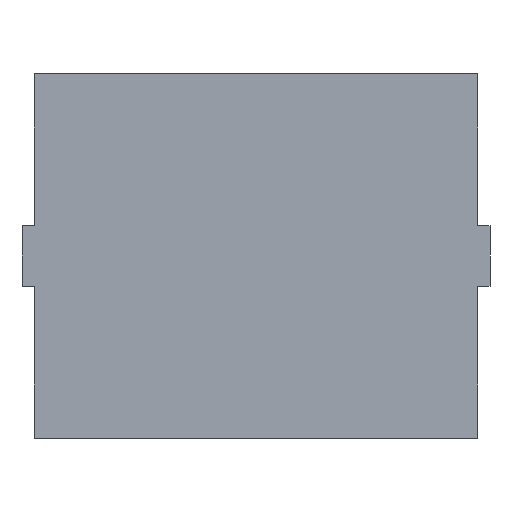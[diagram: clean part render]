
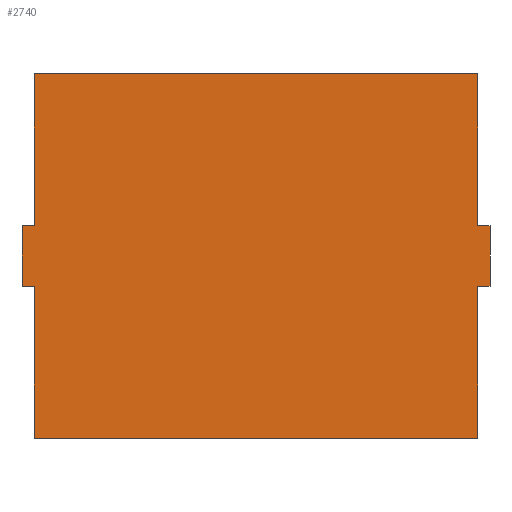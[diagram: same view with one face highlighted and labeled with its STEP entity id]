
A CAD part, front view. The second image highlights one B-rep face of the part: STEP entity #2740.
In plain terms, the highlighted planar face has unit normal (0, -1, 0).
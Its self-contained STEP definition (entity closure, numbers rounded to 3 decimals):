
#14 = VERTEX_POINT ( 'NONE', #1021 ) ;
#35 = LINE ( 'NONE', #1435, #1303 ) ;
#43 = CARTESIAN_POINT ( 'NONE',  ( 3.65, 0., 0. ) ) ;
#73 = VECTOR ( 'NONE', #3131, 1000. ) ;
#157 = FACE_OUTER_BOUND ( 'NONE', #391, .T. ) ;
#204 = CARTESIAN_POINT ( 'NONE',  ( 3.65, 0., -1.25 ) ) ;
#256 = DIRECTION ( 'NONE',  ( -1., 0., 0. ) ) ;
#257 = VERTEX_POINT ( 'NONE', #1473 ) ;
#265 = ORIENTED_EDGE ( 'NONE', *, *, #754, .F. ) ;
#279 = DIRECTION ( 'NONE',  ( -1., 0., 0. ) ) ;
#280 = CARTESIAN_POINT ( 'NONE',  ( 0., 0., -3. ) ) ;
#323 = LINE ( 'NONE', #3013, #2316 ) ;
#327 = LINE ( 'NONE', #3141, #1974 ) ;
#355 = DIRECTION ( 'NONE',  ( 0., 0., -1. ) ) ;
#373 = LINE ( 'NONE', #866, #977 ) ;
#378 = CARTESIAN_POINT ( 'NONE',  ( 3.65, 0., -3. ) ) ;
#391 = EDGE_LOOP ( 'NONE', ( #1369, #1039, #3072, #2223, #742, #1326, #265, #2007, #3371, #1147, #3482, #3235 ) ) ;
#441 = VECTOR ( 'NONE', #2190, 1000. ) ;
#624 = LINE ( 'NONE', #2655, #2367 ) ;
#658 = VERTEX_POINT ( 'NONE', #1696 ) ;
#666 = CARTESIAN_POINT ( 'NONE',  ( 3.65, 0., 0. ) ) ;
#669 = LINE ( 'NONE', #2358, #3380 ) ;
#680 = DIRECTION ( 'NONE',  ( 0., 0., 1. ) ) ;
#742 = ORIENTED_EDGE ( 'NONE', *, *, #3279, .F. ) ;
#754 = EDGE_CURVE ( 'NONE', #658, #14, #373, .T. ) ;
#802 = CARTESIAN_POINT ( 'NONE',  ( 3.75, 0., -1.75 ) ) ;
#816 = DIRECTION ( 'NONE',  ( 1., 0., 0. ) ) ;
#859 = VERTEX_POINT ( 'NONE', #1689 ) ;
#866 = CARTESIAN_POINT ( 'NONE',  ( 0., 0., 0. ) ) ;
#891 = CARTESIAN_POINT ( 'NONE',  ( 3.65, 0., 0. ) ) ;
#897 = VERTEX_POINT ( 'NONE', #666 ) ;
#977 = VECTOR ( 'NONE', #1139, 1000. ) ;
#1021 = CARTESIAN_POINT ( 'NONE',  ( 0., 0., 0. ) ) ;
#1039 = ORIENTED_EDGE ( 'NONE', *, *, #2324, .T. ) ;
#1123 = VERTEX_POINT ( 'NONE', #3162 ) ;
#1127 = VERTEX_POINT ( 'NONE', #2834 ) ;
#1133 = LINE ( 'NONE', #891, #73 ) ;
#1139 = DIRECTION ( 'NONE',  ( 0., 0., 1. ) ) ;
#1147 = ORIENTED_EDGE ( 'NONE', *, *, #1560, .T. ) ;
#1163 = PLANE ( 'NONE',  #2310 ) ;
#1289 = VERTEX_POINT ( 'NONE', #280 ) ;
#1303 = VECTOR ( 'NONE', #3323, 1000. ) ;
#1326 = ORIENTED_EDGE ( 'NONE', *, *, #2184, .F. ) ;
#1369 = ORIENTED_EDGE ( 'NONE', *, *, #2246, .F. ) ;
#1435 = CARTESIAN_POINT ( 'NONE',  ( 0., 0., 0. ) ) ;
#1471 = EDGE_CURVE ( 'NONE', #3108, #1927, #1892, .T. ) ;
#1473 = CARTESIAN_POINT ( 'NONE',  ( 3.65, 0., -1.75 ) ) ;
#1499 = EDGE_CURVE ( 'NONE', #658, #1123, #624, .T. ) ;
#1515 = VECTOR ( 'NONE', #816, 1000. ) ;
#1550 = VECTOR ( 'NONE', #680, 1000. ) ;
#1560 = EDGE_CURVE ( 'NONE', #1127, #859, #2454, .T. ) ;
#1683 = LINE ( 'NONE', #2015, #1550 ) ;
#1689 = CARTESIAN_POINT ( 'NONE',  ( 0., 0., -1.75 ) ) ;
#1696 = CARTESIAN_POINT ( 'NONE',  ( 0., 0., -1.25 ) ) ;
#1765 = LINE ( 'NONE', #2006, #3295 ) ;
#1768 = DIRECTION ( 'NONE',  ( 0., 0., -1. ) ) ;
#1831 = VERTEX_POINT ( 'NONE', #378 ) ;
#1853 = DIRECTION ( 'NONE',  ( -1., 0., 0. ) ) ;
#1855 = EDGE_CURVE ( 'NONE', #1951, #3108, #1683, .T. ) ;
#1875 = CARTESIAN_POINT ( 'NONE',  ( 3.75, 0., -1.25 ) ) ;
#1892 = LINE ( 'NONE', #1875, #1976 ) ;
#1927 = VERTEX_POINT ( 'NONE', #204 ) ;
#1951 = VERTEX_POINT ( 'NONE', #802 ) ;
#1968 = DIRECTION ( 'NONE',  ( 1., 0., 0. ) ) ;
#1974 = VECTOR ( 'NONE', #1968, 1000. ) ;
#1976 = VECTOR ( 'NONE', #256, 1000. ) ;
#2006 = CARTESIAN_POINT ( 'NONE',  ( 0., 0., 0. ) ) ;
#2007 = ORIENTED_EDGE ( 'NONE', *, *, #1499, .T. ) ;
#2015 = CARTESIAN_POINT ( 'NONE',  ( 3.75, 0., -1.25 ) ) ;
#2184 = EDGE_CURVE ( 'NONE', #14, #897, #1765, .T. ) ;
#2190 = DIRECTION ( 'NONE',  ( 0., 0., -1. ) ) ;
#2223 = ORIENTED_EDGE ( 'NONE', *, *, #1471, .T. ) ;
#2229 = DIRECTION ( 'NONE',  ( 0., -1., 0. ) ) ;
#2239 = CARTESIAN_POINT ( 'NONE',  ( 0., 0., 0. ) ) ;
#2246 = EDGE_CURVE ( 'NONE', #257, #1831, #1133, .T. ) ;
#2310 = AXIS2_PLACEMENT_3D ( 'NONE', #2239, #2229, #355 ) ;
#2316 = VECTOR ( 'NONE', #279, 1000. ) ;
#2324 = EDGE_CURVE ( 'NONE', #257, #1951, #327, .T. ) ;
#2358 = CARTESIAN_POINT ( 'NONE',  ( -0.1, 0., -1.25 ) ) ;
#2367 = VECTOR ( 'NONE', #1853, 1000. ) ;
#2437 = EDGE_CURVE ( 'NONE', #1289, #859, #35, .T. ) ;
#2443 = CARTESIAN_POINT ( 'NONE',  ( -0.1, 0., -1.75 ) ) ;
#2454 = LINE ( 'NONE', #2443, #1515 ) ;
#2478 = EDGE_CURVE ( 'NONE', #1123, #1127, #669, .T. ) ;
#2529 = LINE ( 'NONE', #43, #441 ) ;
#2562 = DIRECTION ( 'NONE',  ( 1., 0., 0. ) ) ;
#2655 = CARTESIAN_POINT ( 'NONE',  ( -0.1, 0., -1.25 ) ) ;
#2679 = CARTESIAN_POINT ( 'NONE',  ( 3.75, 0., -1.25 ) ) ;
#2705 = EDGE_CURVE ( 'NONE', #1831, #1289, #323, .T. ) ;
#2740 = ADVANCED_FACE ( 'NONE', ( #157 ), #1163, .T. ) ;
#2834 = CARTESIAN_POINT ( 'NONE',  ( -0.1, 0., -1.75 ) ) ;
#3013 = CARTESIAN_POINT ( 'NONE',  ( 0., 0., -3. ) ) ;
#3072 = ORIENTED_EDGE ( 'NONE', *, *, #1855, .T. ) ;
#3108 = VERTEX_POINT ( 'NONE', #2679 ) ;
#3131 = DIRECTION ( 'NONE',  ( 0., 0., -1. ) ) ;
#3141 = CARTESIAN_POINT ( 'NONE',  ( 3.75, 0., -1.75 ) ) ;
#3162 = CARTESIAN_POINT ( 'NONE',  ( -0.1, 0., -1.25 ) ) ;
#3235 = ORIENTED_EDGE ( 'NONE', *, *, #2705, .F. ) ;
#3279 = EDGE_CURVE ( 'NONE', #897, #1927, #2529, .T. ) ;
#3295 = VECTOR ( 'NONE', #2562, 1000. ) ;
#3323 = DIRECTION ( 'NONE',  ( 0., 0., 1. ) ) ;
#3371 = ORIENTED_EDGE ( 'NONE', *, *, #2478, .T. ) ;
#3380 = VECTOR ( 'NONE', #1768, 1000. ) ;
#3482 = ORIENTED_EDGE ( 'NONE', *, *, #2437, .F. ) ;
